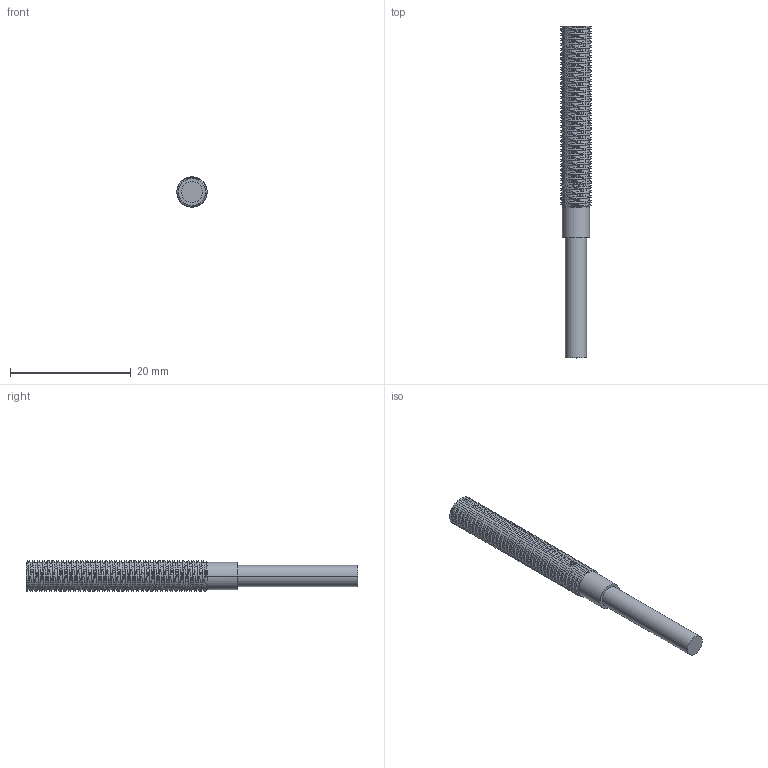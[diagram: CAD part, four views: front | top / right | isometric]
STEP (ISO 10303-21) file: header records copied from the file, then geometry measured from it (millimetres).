
FILE_DESCRIPTION((''),'2;1');
FILE_NAME('153768_SW','2011-05-27T',('banengservice'),('BANNER ENGINEERING'),'PRO/ENGINEER BY PARAMETRIC TECHNOLOGY CORPORATION, 2009141','PRO/ENGINEER BY PARAMETRIC TECHNOLOGY CORPORATION, 2009141','');
FILE_SCHEMA(('CONFIG_CONTROL_DESIGN'));
Length unit declared in the file: inch
Products named in the file (1): 153768_SW
Bounding box: 5 x 55 x 5 mm (x, y, z)
Volume: 807.9 mm3; surface area: 948.6 mm2
Topology: 1 solids, 1 shells, 124 faces, 329 edges, 207 vertices
Faces by surface type: cylinder 80, bspline 39, plane 3, cone 1, sphere 1
Entity records: 21273 total; most frequent: CARTESIAN_POINT 18697, ORIENTED_EDGE 654, EDGE_CURVE 327, DIRECTION 306, VERTEX_POINT 207, B_SPLINE_CURVE_WITH_KNOTS 205, EDGE_LOOP 126, FACE_OUTER_BOUND 124
